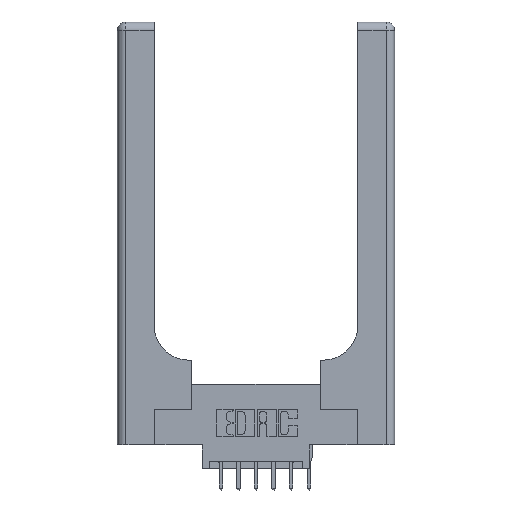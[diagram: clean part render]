
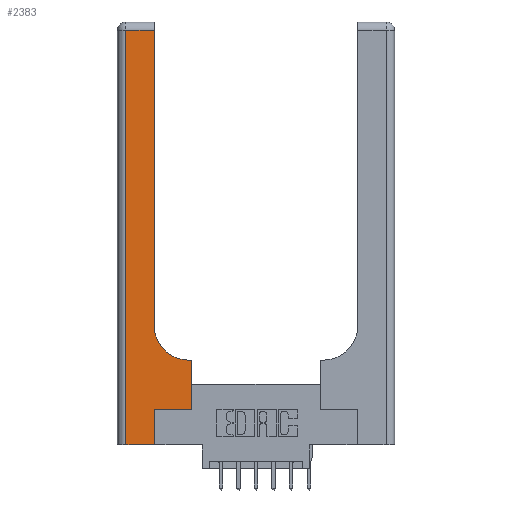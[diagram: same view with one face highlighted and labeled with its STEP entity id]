
A CAD part, top view. The second image highlights one B-rep face of the part: STEP entity #2383.
In plain terms, the highlighted planar face has unit normal (0, 0, 1).
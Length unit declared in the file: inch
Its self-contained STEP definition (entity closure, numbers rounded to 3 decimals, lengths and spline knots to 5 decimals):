
#252 = VECTOR ( 'NONE', #10198, 39.37008 ) ;
#385 = LINE ( 'NONE', #8926, #3761 ) ;
#387 = ORIENTED_EDGE ( 'NONE', *, *, #6239, .T. ) ;
#718 = EDGE_CURVE ( 'NONE', #5036, #3114, #5214, .T. ) ;
#791 = CARTESIAN_POINT ( 'NONE',  ( 0.528, 0.25, 0.37 ) ) ;
#980 = DIRECTION ( 'NONE',  ( 1., 0., 0. ) ) ;
#1202 = VECTOR ( 'NONE', #13985, 39.37008 ) ;
#1292 = DIRECTION ( 'NONE',  ( 0., 0., -1. ) ) ;
#1830 = EDGE_LOOP ( 'NONE', ( #7460, #5808, #7088, #13210, #6820, #387, #10283, #9728, #3391 ) ) ;
#1837 = VERTEX_POINT ( 'NONE', #13697 ) ;
#2063 = DIRECTION ( 'NONE',  ( 0., 0., -1. ) ) ;
#2383 = ADVANCED_FACE ( 'NONE', ( #7395 ), #7538, .F. ) ;
#2431 = CARTESIAN_POINT ( 'NONE',  ( 0.06, 3., 0.37 ) ) ;
#3114 = VERTEX_POINT ( 'NONE', #8078 ) ;
#3146 = CARTESIAN_POINT ( 'NONE',  ( 0., 0., 0.37 ) ) ;
#3379 = CARTESIAN_POINT ( 'NONE',  ( 0.265, 0.25, 0.37 ) ) ;
#3391 = ORIENTED_EDGE ( 'NONE', *, *, #718, .T. ) ;
#3409 = LINE ( 'NONE', #8958, #13421 ) ;
#3545 = LINE ( 'NONE', #3146, #1202 ) ;
#3761 = VECTOR ( 'NONE', #9863, 39.37008 ) ;
#4153 = CARTESIAN_POINT ( 'NONE',  ( 0.06, 2.94, 0.37 ) ) ;
#4663 = EDGE_CURVE ( 'NONE', #13310, #8928, #385, .T. ) ;
#5036 = VERTEX_POINT ( 'NONE', #7698 ) ;
#5214 = CIRCLE ( 'NONE', #10682, 0.25 ) ;
#5372 = VERTEX_POINT ( 'NONE', #791 ) ;
#5808 = ORIENTED_EDGE ( 'NONE', *, *, #4663, .T. ) ;
#5855 = VECTOR ( 'NONE', #12399, 39.37008 ) ;
#6239 = EDGE_CURVE ( 'NONE', #1837, #5372, #9592, .T. ) ;
#6386 = CARTESIAN_POINT ( 'NONE',  ( 0., 3., 0.37 ) ) ;
#6416 = CARTESIAN_POINT ( 'NONE',  ( 0.26, 0.6, 0.37 ) ) ;
#6523 = EDGE_CURVE ( 'NONE', #5372, #8680, #10353, .T. ) ;
#6638 = CARTESIAN_POINT ( 'NONE',  ( 0.528, 0.6, 0.37 ) ) ;
#6674 = CARTESIAN_POINT ( 'NONE',  ( 0.51, 0.85, 0.37 ) ) ;
#6820 = ORIENTED_EDGE ( 'NONE', *, *, #10085, .T. ) ;
#7088 = ORIENTED_EDGE ( 'NONE', *, *, #12816, .T. ) ;
#7280 = CARTESIAN_POINT ( 'NONE',  ( 0.528, 0.25, 0.37 ) ) ;
#7395 = FACE_OUTER_BOUND ( 'NONE', #1830, .T. ) ;
#7460 = ORIENTED_EDGE ( 'NONE', *, *, #11924, .T. ) ;
#7538 = PLANE ( 'NONE',  #7620 ) ;
#7620 = AXIS2_PLACEMENT_3D ( 'NONE', #6386, #2063, #11796 ) ;
#7698 = CARTESIAN_POINT ( 'NONE',  ( 0.51, 0.6, 0.37 ) ) ;
#8063 = EDGE_CURVE ( 'NONE', #8680, #5036, #10778, .T. ) ;
#8078 = CARTESIAN_POINT ( 'NONE',  ( 0.26, 0.85, 0.37 ) ) ;
#8680 = VERTEX_POINT ( 'NONE', #6638 ) ;
#8839 = VERTEX_POINT ( 'NONE', #11352 ) ;
#8926 = CARTESIAN_POINT ( 'NONE',  ( 0., 2.94, 0.37 ) ) ;
#8928 = VERTEX_POINT ( 'NONE', #4153 ) ;
#8958 = CARTESIAN_POINT ( 'NONE',  ( 0.26, 3., 0.37 ) ) ;
#9025 = VECTOR ( 'NONE', #980, 39.37008 ) ;
#9372 = CARTESIAN_POINT ( 'NONE',  ( 0.06, 0., 0.37 ) ) ;
#9592 = LINE ( 'NONE', #3379, #9025 ) ;
#9728 = ORIENTED_EDGE ( 'NONE', *, *, #8063, .T. ) ;
#9863 = DIRECTION ( 'NONE',  ( -1., 0., 0. ) ) ;
#9912 = VERTEX_POINT ( 'NONE', #9372 ) ;
#10085 = EDGE_CURVE ( 'NONE', #8839, #1837, #10274, .T. ) ;
#10198 = DIRECTION ( 'NONE',  ( 0., -1., 0. ) ) ;
#10274 = LINE ( 'NONE', #11206, #5855 ) ;
#10283 = ORIENTED_EDGE ( 'NONE', *, *, #6523, .T. ) ;
#10292 = EDGE_CURVE ( 'NONE', #9912, #8839, #3545, .T. ) ;
#10353 = LINE ( 'NONE', #7280, #10861 ) ;
#10682 = AXIS2_PLACEMENT_3D ( 'NONE', #6674, #1292, #11185 ) ;
#10778 = LINE ( 'NONE', #6416, #13352 ) ;
#10861 = VECTOR ( 'NONE', #13712, 39.37008 ) ;
#11185 = DIRECTION ( 'NONE',  ( 1., 0., 0. ) ) ;
#11206 = CARTESIAN_POINT ( 'NONE',  ( 0.265, 0., 0.37 ) ) ;
#11352 = CARTESIAN_POINT ( 'NONE',  ( 0.265, 0., 0.37 ) ) ;
#11796 = DIRECTION ( 'NONE',  ( -1., 0., 0. ) ) ;
#11923 = CARTESIAN_POINT ( 'NONE',  ( 0.26, 2.94, 0.37 ) ) ;
#11924 = EDGE_CURVE ( 'NONE', #3114, #13310, #3409, .T. ) ;
#12367 = DIRECTION ( 'NONE',  ( 0., 1., 0. ) ) ;
#12399 = DIRECTION ( 'NONE',  ( 0., 1., 0. ) ) ;
#12816 = EDGE_CURVE ( 'NONE', #8928, #9912, #13263, .T. ) ;
#12839 = DIRECTION ( 'NONE',  ( -1., 0., 0. ) ) ;
#13210 = ORIENTED_EDGE ( 'NONE', *, *, #10292, .T. ) ;
#13263 = LINE ( 'NONE', #2431, #252 ) ;
#13310 = VERTEX_POINT ( 'NONE', #11923 ) ;
#13352 = VECTOR ( 'NONE', #12839, 39.37008 ) ;
#13421 = VECTOR ( 'NONE', #12367, 39.37008 ) ;
#13697 = CARTESIAN_POINT ( 'NONE',  ( 0.265, 0.25, 0.37 ) ) ;
#13712 = DIRECTION ( 'NONE',  ( 0., 1., 0. ) ) ;
#13985 = DIRECTION ( 'NONE',  ( 1., 0., 0. ) ) ;
